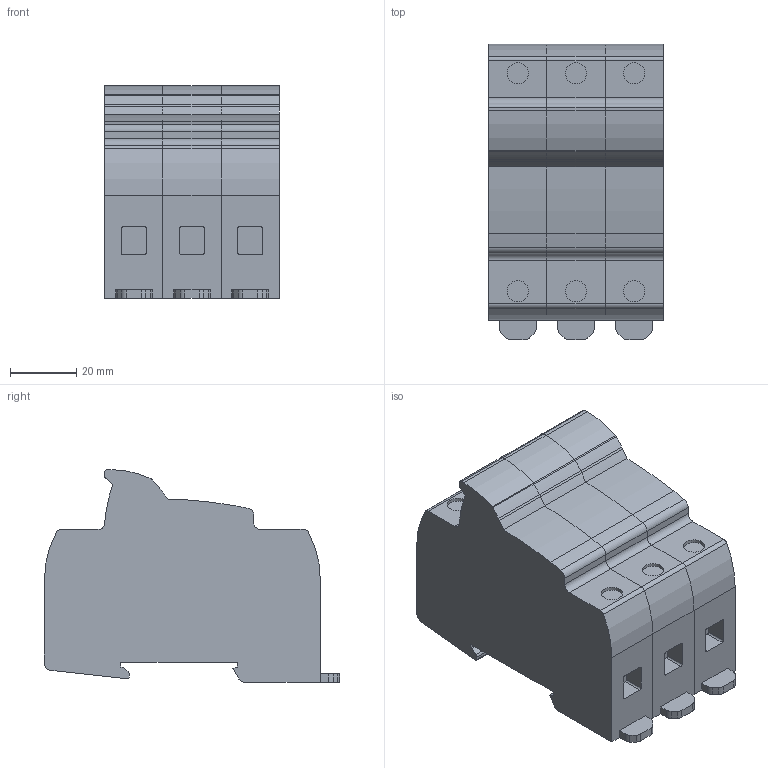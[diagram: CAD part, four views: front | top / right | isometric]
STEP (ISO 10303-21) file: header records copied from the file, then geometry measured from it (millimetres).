
FILE_DESCRIPTION (( 'STEP AP203' ), '1' );
FILE_NAME ('57010018-1PK.step', '2022-08-30T13:22:47', ( '' ), ( '' ), 'SwSTEP 2.0', 'SolidWorks 2021', '' );
FILE_SCHEMA (( 'CONFIG_CONTROL_DESIGN' ));
Length unit declared in the file: inch
Products named in the file (1): 57010018-1PK
Bounding box: 52.5 x 88.79 x 64 mm (x, y, z)
Volume: 207914.2 mm3; surface area: 41287.4 mm2
Topology: 3 solids, 3 shells, 315 faces, 864 edges, 576 vertices
Faces by surface type: cylinder 159, plane 156
Entity records: 11428 total; most frequent: CARTESIAN_POINT 3646, ORIENTED_EDGE 1728, DIRECTION 1424, EDGE_CURVE 864, VERTEX_POINT 576, AXIS2_PLACEMENT_3D 487, LINE 450, VECTOR 450
